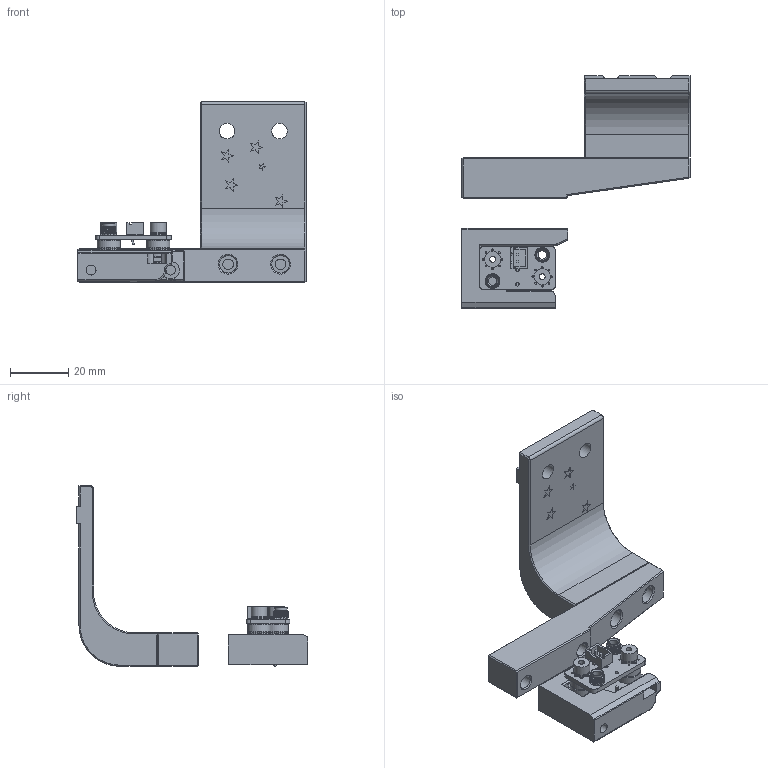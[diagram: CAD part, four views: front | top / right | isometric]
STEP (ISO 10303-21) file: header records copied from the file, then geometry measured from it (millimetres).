
FILE_DESCRIPTION(/* description */ (''),/* implementation_level */ '2;1');
FILE_NAME(/* name */ 'Eureka Probe Mount.step',/* time_stamp */ '2023-01-28T15:47:06+11:00',/* author */ (''),/* organization */ (''),/* preprocessor_version */ 'ST-DEVELOPER v19.2',/* originating_system */ 'Autodesk Translation Framework v11.17.0.187',/* authorisation */ '');
FILE_SCHEMA (('AUTOMOTIVE_DESIGN { 1 0 10303 214 3 1 1 }'));
Length unit declared in the file: millimetre
Products named in the file (20): Eureka Probe Mount; EurekaProbe0.0.2; PCB-Carriage; JST_XH_B2B-XH-A_1x02_P2.50mm_Vertical (4); SOLID (4); SMTSO-2.5-5ET; SMTSO-2.5-5ET (1); PCB (1); Magnets8x3-3 (1); M3 Threaded Insert v1 (2) (1) (2) (1); M3 Threaded Insert v1 (2) (1) (2) (1) (1); PCB-Probe; SMTSO-2.5-4ET (1); SMTSO-2.5-4ET; PCB; Magnets8x3-3; D2F_L v1 (1) (3); D2F_L_BASE (1) (3); Probe Dock; Probe Sidemount
Assembly tree (19 placements, depth 5):
  Eureka Probe Mount
    EurekaProbe0.0.2
      PCB-Carriage
        JST_XH_B2B-XH-A_1x02_P2.50mm_Vertical (4)
          SOLID (4)
        SMTSO-2.5-5ET
        SMTSO-2.5-5ET (1)
        PCB (1)
        Magnets8x3-3 (1)
        M3 Threaded Insert v1 (2) (1) (2) (1)
        M3 Threaded Insert v1 (2) (1) (2) (1) (1)
      PCB-Probe
        SMTSO-2.5-4ET (1)
        SMTSO-2.5-4ET
        PCB
        Magnets8x3-3
        D2F_L v1 (1) (3)
          D2F_L_BASE (1) (3)
    Probe Dock
    Probe Sidemount
Bounding box: 78.25 x 79.56 x 62 mm (x, y, z)
Volume: 37407 mm3; surface area: 19564.7 mm2
Topology: 17 solids, 17 shells, 727 faces, 1878 edges, 1228 vertices
Faces by surface type: plane 320, cylinder 202, bspline 158, cone 32, torus 15
Full cylindrical faces by diameter (mm): 0.6 x32, 1 x2, 1.2 x6, 2 x1, 2.013 x4, 2.9 x2, 3 x4, 3.2 x4, 3.4 x3, 3.6 x2, 4.09 x4, 4.2 x2, 4.25 x2, 4.3 x4, 4.6 x2, 4.7 x4, 5.4 x2, 5.407 x8, 5.56 x12, 6 x4, 8 x4
Entity records: 26628 total; most frequent: CARTESIAN_POINT 8131, ORIENTED_EDGE 3756, DIRECTION 3603, EDGE_CURVE 1878, AXIS2_PLACEMENT_3D 1352, VERTEX_POINT 1228, EDGE_LOOP 908, LINE 899
